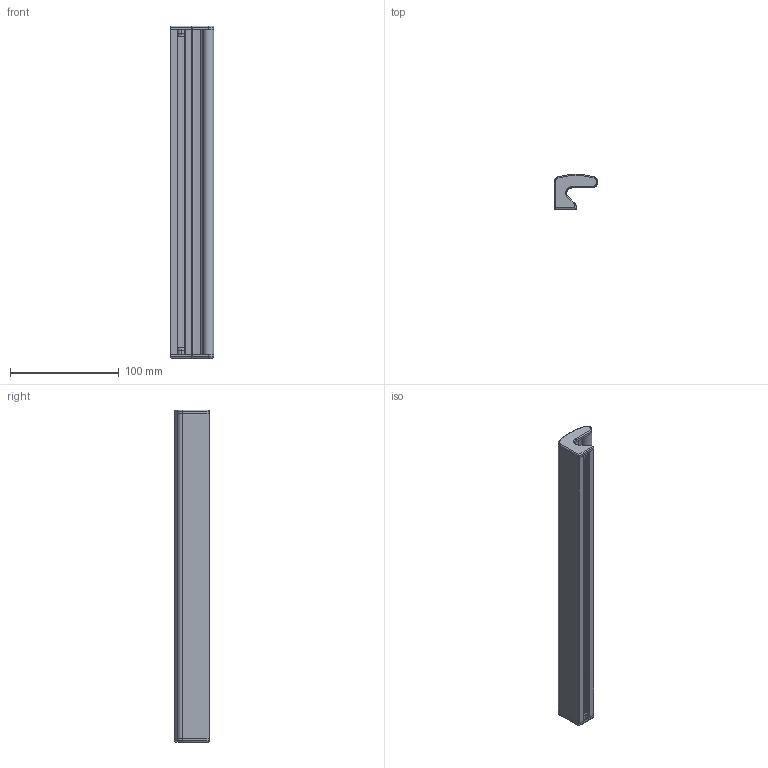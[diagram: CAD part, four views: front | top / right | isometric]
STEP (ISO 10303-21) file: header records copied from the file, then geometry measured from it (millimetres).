
FILE_DESCRIPTION (( 'STEP AP203' ), '1' );
FILE_NAME ('7.13.10.BK.STEP', '2014-06-26T00:43:45', ( 'USER' ), ( 'Microsoft' ), 'SwSTEP 2.0', 'SolidWorks 2012', '' );
FILE_SCHEMA (( 'CONFIG_CONTROL_DESIGN' ));
Length unit declared in the file: millimetre
Products named in the file (1): 7.13.10.BK
Bounding box: 40 x 32 x 306 mm (x, y, z)
Surface area: 58015 mm2 (no closed solid volume)
Topology: 0 solids, 5 shells, 120 faces, 316 edges, 201 vertices
Faces by surface type: cylinder 60, plane 33, torus 19, cone 4, bspline 4
Entity records: 3785 total; most frequent: CARTESIAN_POINT 750, DIRECTION 694, ORIENTED_EDGE 526, EDGE_CURVE 312, AXIS2_PLACEMENT_3D 273, VERTEX_POINT 201, CIRCLE 156, VECTOR 148
